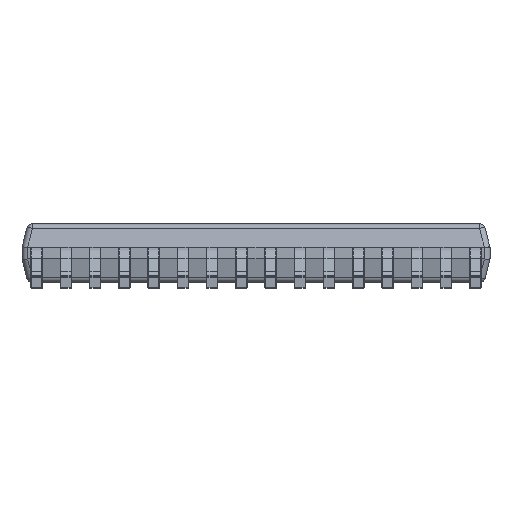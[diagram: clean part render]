
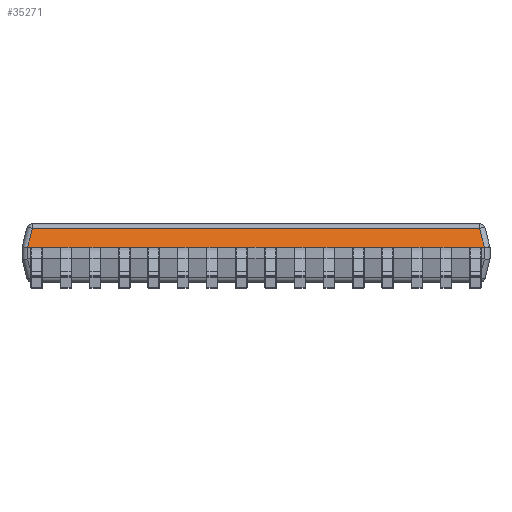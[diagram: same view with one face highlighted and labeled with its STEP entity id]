
A CAD part, left-side view. The second image highlights one B-rep face of the part: STEP entity #35271.
In plain terms, the highlighted planar face has unit normal (-0.97, 0, 0.242).
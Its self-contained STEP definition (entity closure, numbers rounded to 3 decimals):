
#1168 = EDGE_CURVE ( 'NONE', #76304, #30783, #33537, .T. ) ;
#2040 = CARTESIAN_POINT ( 'NONE',  ( -6.2, -3.9, 0.7 ) ) ;
#2895 = AXIS2_PLACEMENT_3D ( 'NONE', #66792, #72728, #37812 ) ;
#2937 = CARTESIAN_POINT ( 'NONE',  ( -6.2, -3.901, 0.7 ) ) ;
#4075 = EDGE_CURVE ( 'NONE', #60484, #33044, #9862, .T. ) ;
#9862 = LINE ( 'NONE', #76318, #31890 ) ;
#12059 = CARTESIAN_POINT ( 'NONE',  ( -6.2, 3.902, 0.7 ) ) ;
#13412 = DIRECTION ( 'NONE',  ( -0.236, 0.236, -0.943 ) ) ;
#13960 = EDGE_CURVE ( 'NONE', #70376, #30783, #59655, .T. ) ;
#14513 = CARTESIAN_POINT ( 'NONE',  ( -6.2, -3.903, 0.7 ) ) ;
#16537 = DIRECTION ( 'NONE',  ( 0., 1., 0. ) ) ;
#17170 = ORIENTED_EDGE ( 'NONE', *, *, #86947, .T. ) ;
#17555 = CARTESIAN_POINT ( 'NONE',  ( -6.2, 3.903, 0.7 ) ) ;
#17628 = VECTOR ( 'NONE', #16537, 1000. ) ;
#18466 = CARTESIAN_POINT ( 'NONE',  ( -6.2, 3.9, 0.7 ) ) ;
#21713 = ORIENTED_EDGE ( 'NONE', *, *, #4075, .T. ) ;
#22719 = ORIENTED_EDGE ( 'NONE', *, *, #64279, .T. ) ;
#24940 = VECTOR ( 'NONE', #41007, 1000. ) ;
#26557 = CARTESIAN_POINT ( 'NONE',  ( -6.2, 3.901, 0.7 ) ) ;
#27788 = LINE ( 'NONE', #75917, #24940 ) ;
#27936 = ORIENTED_EDGE ( 'NONE', *, *, #1168, .T. ) ;
#29120 = CARTESIAN_POINT ( 'NONE',  ( -6.2, 3.9, 0.7 ) ) ;
#29752 = CARTESIAN_POINT ( 'NONE',  ( -6.2, -3.902, 0.7 ) ) ;
#30614 = CARTESIAN_POINT ( 'NONE',  ( -6.2, -3.903, 0.7 ) ) ;
#30783 = VERTEX_POINT ( 'NONE', #29120 ) ;
#31890 = VECTOR ( 'NONE', #41860, 1000. ) ;
#33044 = VERTEX_POINT ( 'NONE', #44933 ) ;
#33537 =( BOUNDED_CURVE ( )  B_SPLINE_CURVE ( 3, ( #17555, #12059, #26557, #18466 ),
 .UNSPECIFIED., .F., .T. ) 
 B_SPLINE_CURVE_WITH_KNOTS ( ( 4, 4 ),
 ( 6.254, 6.283 ),
 .UNSPECIFIED. ) 
 CURVE ( )  GEOMETRIC_REPRESENTATION_ITEM ( )  RATIONAL_B_SPLINE_CURVE ( ( 1., 1., 1., 1. ) ) 
 REPRESENTATION_ITEM ( '' )  );
#35271 = ADVANCED_FACE ( 'NONE', ( #58718 ), #86849, .T. ) ;
#37812 = DIRECTION ( 'NONE',  ( 0., 1., 0. ) ) ;
#41007 = DIRECTION ( 'NONE',  ( 0.236, 0.236, 0.943 ) ) ;
#41860 = DIRECTION ( 'NONE',  ( 0., 1., 0. ) ) ;
#42940 =( BOUNDED_CURVE ( )  B_SPLINE_CURVE ( 3, ( #2040, #2937, #29752, #30614 ),
 .UNSPECIFIED., .F., .F. ) 
 B_SPLINE_CURVE_WITH_KNOTS ( ( 4, 4 ),
 ( 0., 0.029 ),
 .UNSPECIFIED. ) 
 CURVE ( )  GEOMETRIC_REPRESENTATION_ITEM ( )  RATIONAL_B_SPLINE_CURVE ( ( 1., 1., 1., 1. ) ) 
 REPRESENTATION_ITEM ( '' )  );
#44933 = CARTESIAN_POINT ( 'NONE',  ( -6.119, 3.822, 1.024 ) ) ;
#48727 = CARTESIAN_POINT ( 'NONE',  ( -6.2, 3.903, 0.7 ) ) ;
#49668 = EDGE_LOOP ( 'NONE', ( #84836, #27936, #67592, #17170, #22719, #21713 ) ) ;
#49835 = VECTOR ( 'NONE', #13412, 1000. ) ;
#58718 = FACE_OUTER_BOUND ( 'NONE', #49668, .T. ) ;
#59655 = LINE ( 'NONE', #78676, #17628 ) ;
#60484 = VERTEX_POINT ( 'NONE', #82176 ) ;
#63354 = CARTESIAN_POINT ( 'NONE',  ( -5.889, 3.592, 1.945 ) ) ;
#64279 = EDGE_CURVE ( 'NONE', #88437, #60484, #27788, .T. ) ;
#66792 = CARTESIAN_POINT ( 'NONE',  ( -6.1, 0., 1.1 ) ) ;
#67592 = ORIENTED_EDGE ( 'NONE', *, *, #13960, .F. ) ;
#70376 = VERTEX_POINT ( 'NONE', #87980 ) ;
#72728 = DIRECTION ( 'NONE',  ( -0.97, 0., 0.243 ) ) ;
#75917 = CARTESIAN_POINT ( 'NONE',  ( -5.889, -3.592, 1.945 ) ) ;
#76304 = VERTEX_POINT ( 'NONE', #48727 ) ;
#76318 = CARTESIAN_POINT ( 'NONE',  ( -6.119, 0., 1.024 ) ) ;
#78676 = CARTESIAN_POINT ( 'NONE',  ( -6.2, 4., 0.7 ) ) ;
#82176 = CARTESIAN_POINT ( 'NONE',  ( -6.119, -3.822, 1.024 ) ) ;
#84208 = EDGE_CURVE ( 'NONE', #33044, #76304, #84262, .T. ) ;
#84262 = LINE ( 'NONE', #63354, #49835 ) ;
#84836 = ORIENTED_EDGE ( 'NONE', *, *, #84208, .T. ) ;
#86849 = PLANE ( 'NONE',  #2895 ) ;
#86947 = EDGE_CURVE ( 'NONE', #70376, #88437, #42940, .T. ) ;
#87980 = CARTESIAN_POINT ( 'NONE',  ( -6.2, -3.9, 0.7 ) ) ;
#88437 = VERTEX_POINT ( 'NONE', #14513 ) ;
